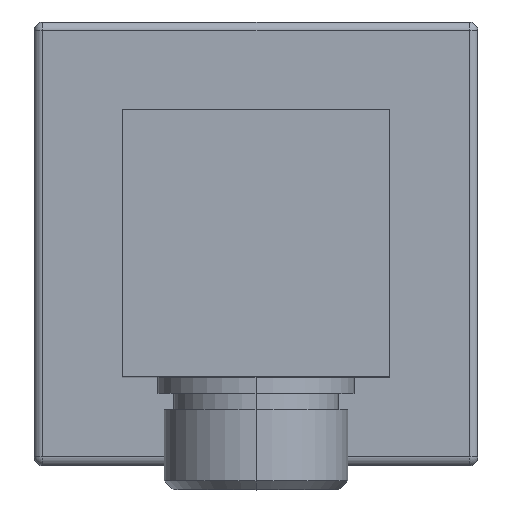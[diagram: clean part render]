
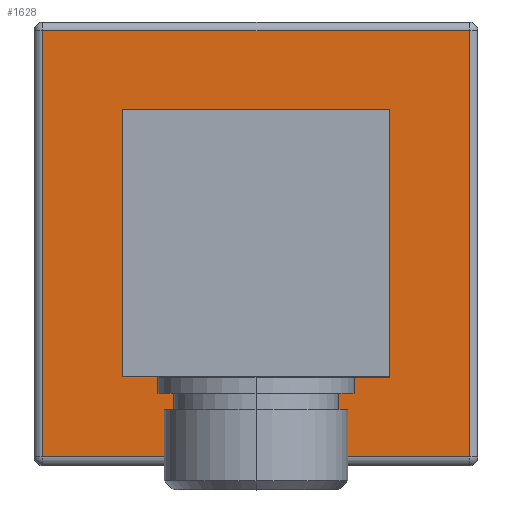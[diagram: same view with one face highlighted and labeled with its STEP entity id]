
A CAD part, top view. The second image highlights one B-rep face of the part: STEP entity #1628.
In plain terms, the highlighted planar face has unit normal (0, 0, 1).
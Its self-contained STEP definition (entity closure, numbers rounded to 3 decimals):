
#6 = EDGE_CURVE ( 'NONE', #567, #1495, #472, .T. ) ;
#18 = LINE ( 'NONE', #1639, #130 ) ;
#23 = VERTEX_POINT ( 'NONE', #303 ) ;
#29 = DIRECTION ( 'NONE',  ( -1., 0., 0. ) ) ;
#48 = ORIENTED_EDGE ( 'NONE', *, *, #1794, .T. ) ;
#76 = DIRECTION ( 'NONE',  ( 1., 0., 0. ) ) ;
#80 = CARTESIAN_POINT ( 'NONE',  ( -15., -15., 0. ) ) ;
#84 = VERTEX_POINT ( 'NONE', #1534 ) ;
#91 = CARTESIAN_POINT ( 'NONE',  ( 23.875, 23.875, 0. ) ) ;
#120 = VECTOR ( 'NONE', #348, 1000. ) ;
#130 = VECTOR ( 'NONE', #29, 1000. ) ;
#136 = ORIENTED_EDGE ( 'NONE', *, *, #731, .T. ) ;
#151 = ORIENTED_EDGE ( 'NONE', *, *, #1350, .T. ) ;
#161 = ORIENTED_EDGE ( 'NONE', *, *, #6, .T. ) ;
#241 = LINE ( 'NONE', #80, #1882 ) ;
#244 = VECTOR ( 'NONE', #845, 1000. ) ;
#274 = VECTOR ( 'NONE', #541, 1000. ) ;
#276 = VERTEX_POINT ( 'NONE', #336 ) ;
#303 = CARTESIAN_POINT ( 'NONE',  ( -15., -15., 0. ) ) ;
#336 = CARTESIAN_POINT ( 'NONE',  ( -23.875, -23.875, 0. ) ) ;
#348 = DIRECTION ( 'NONE',  ( 0., -1., 0. ) ) ;
#391 = LINE ( 'NONE', #1239, #416 ) ;
#394 = VERTEX_POINT ( 'NONE', #91 ) ;
#416 = VECTOR ( 'NONE', #952, 1000. ) ;
#450 = VECTOR ( 'NONE', #1000, 1000. ) ;
#467 = EDGE_CURVE ( 'NONE', #23, #1495, #241, .T. ) ;
#472 = LINE ( 'NONE', #1738, #667 ) ;
#504 = LINE ( 'NONE', #1242, #120 ) ;
#541 = DIRECTION ( 'NONE',  ( 1., 0., 0. ) ) ;
#560 = CARTESIAN_POINT ( 'NONE',  ( 0., -23.875, 0. ) ) ;
#567 = VERTEX_POINT ( 'NONE', #867 ) ;
#645 = FACE_OUTER_BOUND ( 'NONE', #648, .T. ) ;
#648 = EDGE_LOOP ( 'NONE', ( #658, #136, #703, #151 ) ) ;
#658 = ORIENTED_EDGE ( 'NONE', *, *, #1317, .T. ) ;
#659 = DIRECTION ( 'NONE',  ( 1., 0., 0. ) ) ;
#667 = VECTOR ( 'NONE', #1041, 1000. ) ;
#703 = ORIENTED_EDGE ( 'NONE', *, *, #1614, .T. ) ;
#731 = EDGE_CURVE ( 'NONE', #394, #84, #18, .T. ) ;
#825 = CARTESIAN_POINT ( 'NONE',  ( -15., 15., 0. ) ) ;
#836 = ORIENTED_EDGE ( 'NONE', *, *, #467, .F. ) ;
#845 = DIRECTION ( 'NONE',  ( 0., 1., 0. ) ) ;
#849 = AXIS2_PLACEMENT_3D ( 'NONE', #1696, #1404, #76 ) ;
#867 = CARTESIAN_POINT ( 'NONE',  ( 15., 15., 0. ) ) ;
#952 = DIRECTION ( 'NONE',  ( 0., -1., 0. ) ) ;
#1000 = DIRECTION ( 'NONE',  ( 1., 0., 0. ) ) ;
#1010 = LINE ( 'NONE', #1579, #244 ) ;
#1015 = EDGE_CURVE ( 'NONE', #1067, #23, #391, .T. ) ;
#1041 = DIRECTION ( 'NONE',  ( 0., -1., 0. ) ) ;
#1067 = VERTEX_POINT ( 'NONE', #1373 ) ;
#1070 = CARTESIAN_POINT ( 'NONE',  ( 15., -15., 0. ) ) ;
#1109 = EDGE_LOOP ( 'NONE', ( #1881, #48, #161, #836 ) ) ;
#1138 = LINE ( 'NONE', #560, #450 ) ;
#1239 = CARTESIAN_POINT ( 'NONE',  ( -15., 15., 0. ) ) ;
#1242 = CARTESIAN_POINT ( 'NONE',  ( -23.875, 0., 0. ) ) ;
#1270 = CARTESIAN_POINT ( 'NONE',  ( 23.875, -23.875, 0. ) ) ;
#1291 = LINE ( 'NONE', #825, #274 ) ;
#1317 = EDGE_CURVE ( 'NONE', #1368, #394, #1010, .T. ) ;
#1350 = EDGE_CURVE ( 'NONE', #276, #1368, #1138, .T. ) ;
#1368 = VERTEX_POINT ( 'NONE', #1270 ) ;
#1373 = CARTESIAN_POINT ( 'NONE',  ( -15., 15., 0. ) ) ;
#1395 = FACE_BOUND ( 'NONE', #1109, .T. ) ;
#1404 = DIRECTION ( 'NONE',  ( 0., 0., 1. ) ) ;
#1495 = VERTEX_POINT ( 'NONE', #1070 ) ;
#1534 = CARTESIAN_POINT ( 'NONE',  ( -23.875, 23.875, 0. ) ) ;
#1545 = PLANE ( 'NONE',  #849 ) ;
#1579 = CARTESIAN_POINT ( 'NONE',  ( 23.875, 0., 0. ) ) ;
#1614 = EDGE_CURVE ( 'NONE', #84, #276, #504, .T. ) ;
#1628 = ADVANCED_FACE ( 'NONE', ( #1395, #645 ), #1545, .T. ) ;
#1639 = CARTESIAN_POINT ( 'NONE',  ( 0., 23.875, 0. ) ) ;
#1696 = CARTESIAN_POINT ( 'NONE',  ( 0., 0., 0. ) ) ;
#1738 = CARTESIAN_POINT ( 'NONE',  ( 15., 15., 0. ) ) ;
#1794 = EDGE_CURVE ( 'NONE', #1067, #567, #1291, .T. ) ;
#1881 = ORIENTED_EDGE ( 'NONE', *, *, #1015, .F. ) ;
#1882 = VECTOR ( 'NONE', #659, 1000. ) ;
